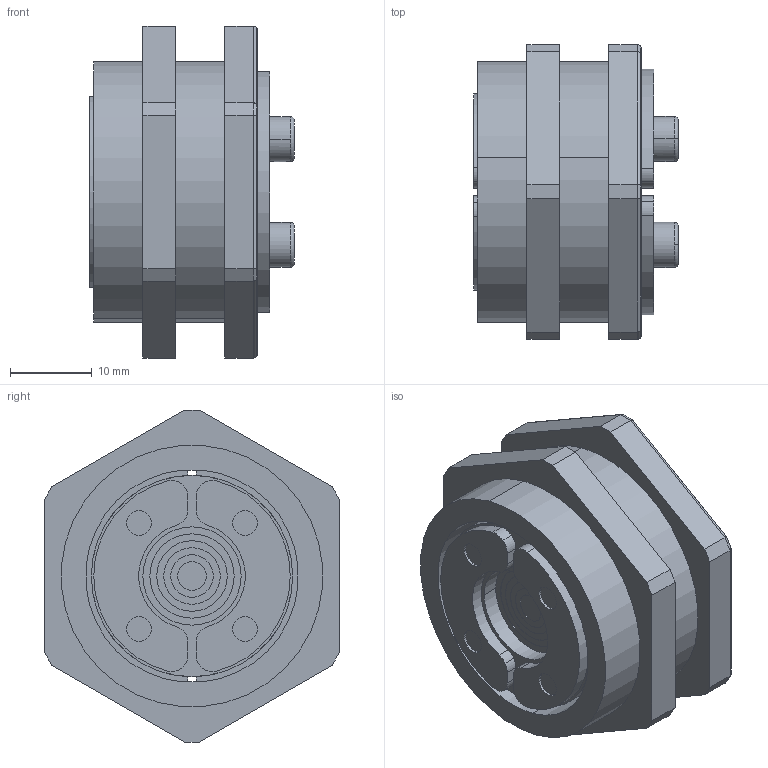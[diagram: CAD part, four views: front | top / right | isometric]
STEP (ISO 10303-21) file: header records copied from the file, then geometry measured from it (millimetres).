
FILE_DESCRIPTION((''),'2;1');
FILE_NAME('CRST 25.stp','2004-01-13T11:05:59',('petor'),(''),'Autodesk Inventor 8','Autodesk Inventor 8','');
FILE_SCHEMA(('AUTOMOTIVE_DESIGN { 1 0 10303 214 1 1 1 1 }'));
Length unit declared in the file: millimetre
Products named in the file (3): CRST 25; CRS 25
Assembly tree (2 placements, depth 2):
  CRST 25
    CRS 25
    CRST 25
Bounding box: 25 x 36 x 40.57 mm (x, y, z)
Volume: 18070 mm3; surface area: 9282.4 mm2
Topology: 2 solids, 2 shells, 219 faces, 530 edges, 340 vertices
Faces by surface type: cylinder 112, plane 97, torus 10
Entity records: 6537 total; most frequent: DIRECTION 1224, CARTESIAN_POINT 1094, ORIENTED_EDGE 1060, EDGE_CURVE 530, AXIS2_PLACEMENT_3D 470, VERTEX_POINT 340, VECTOR 284, LINE 284
